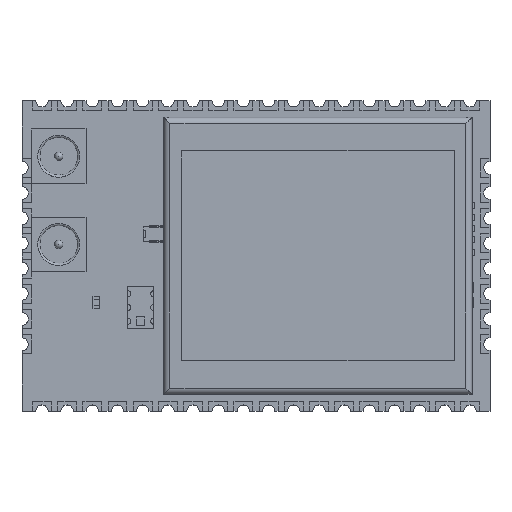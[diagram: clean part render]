
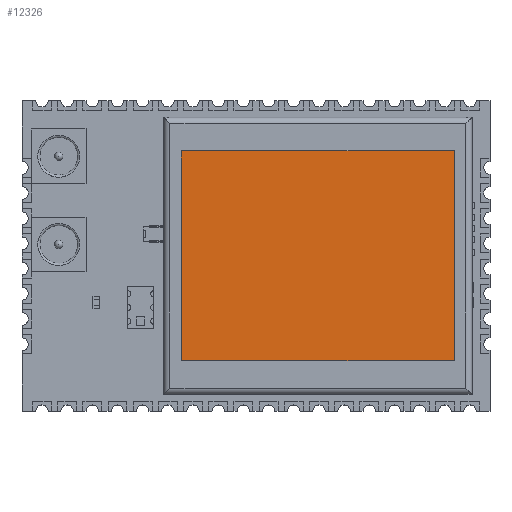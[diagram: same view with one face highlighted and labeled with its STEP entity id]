
A CAD part, top view. The second image highlights one B-rep face of the part: STEP entity #12326.
In plain terms, the highlighted planar face has unit normal (0, 0, 1).
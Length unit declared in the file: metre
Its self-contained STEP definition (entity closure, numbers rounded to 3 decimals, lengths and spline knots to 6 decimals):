
#12326=ADVANCED_FACE('',(#15401),#15402,.T.);
#15401=FACE_OUTER_BOUND('',#18484,.T.);
#15402=PLANE('',#18485);
#18484=EDGE_LOOP('',(#29498,#29499,#29500,#29501));
#18485=AXIS2_PLACEMENT_3D('',#29502,#29503,#29504);
#29498=ORIENTED_EDGE('',*,*,#32841,.T.);
#29499=ORIENTED_EDGE('',*,*,#32843,.T.);
#29500=ORIENTED_EDGE('',*,*,#32844,.T.);
#29501=ORIENTED_EDGE('',*,*,#32845,.T.);
#29502=CARTESIAN_POINT('',(-0.0065,-0.005,0.00005));
#29503=DIRECTION('',(0.0,0.0,1.0));
#29504=DIRECTION('',(1.0,0.0,0.0));
#32841=EDGE_CURVE('',#38386,#38384,#38387,.T.);
#32843=EDGE_CURVE('',#38384,#38389,#38390,.T.);
#32844=EDGE_CURVE('',#38389,#38391,#38392,.T.);
#32845=EDGE_CURVE('',#38391,#38386,#38393,.T.);
#38384=VERTEX_POINT('',#46788);
#38386=VERTEX_POINT('',#46791);
#38387=LINE('',#46792,#46793);
#38389=VERTEX_POINT('',#46796);
#38390=LINE('',#46797,#46798);
#38391=VERTEX_POINT('',#46799);
#38392=LINE('',#46800,#46801);
#38393=LINE('',#46802,#46803);
#46788=CARTESIAN_POINT('',(-0.0065,-0.005,0.00005));
#46791=CARTESIAN_POINT('',(-0.0065,0.005,0.00005));
#46792=CARTESIAN_POINT('',(-0.0065,0.005,0.00005));
#46793=VECTOR('',#50999,1.0);
#46796=CARTESIAN_POINT('',(0.0065,-0.005,0.00005));
#46797=CARTESIAN_POINT('',(-0.0065,-0.005,0.00005));
#46798=VECTOR('',#51001,1.0);
#46799=CARTESIAN_POINT('',(0.0065,0.005,0.00005));
#46800=CARTESIAN_POINT('',(0.0065,-0.005,0.00005));
#46801=VECTOR('',#51002,1.0);
#46802=CARTESIAN_POINT('',(0.0065,0.005,0.00005));
#46803=VECTOR('',#51003,1.0);
#50999=DIRECTION('',(0.0,-1.0,0.0));
#51001=DIRECTION('',(1.0,0.0,0.0));
#51002=DIRECTION('',(0.0,1.0,0.0));
#51003=DIRECTION('',(-1.0,0.0,0.0));
